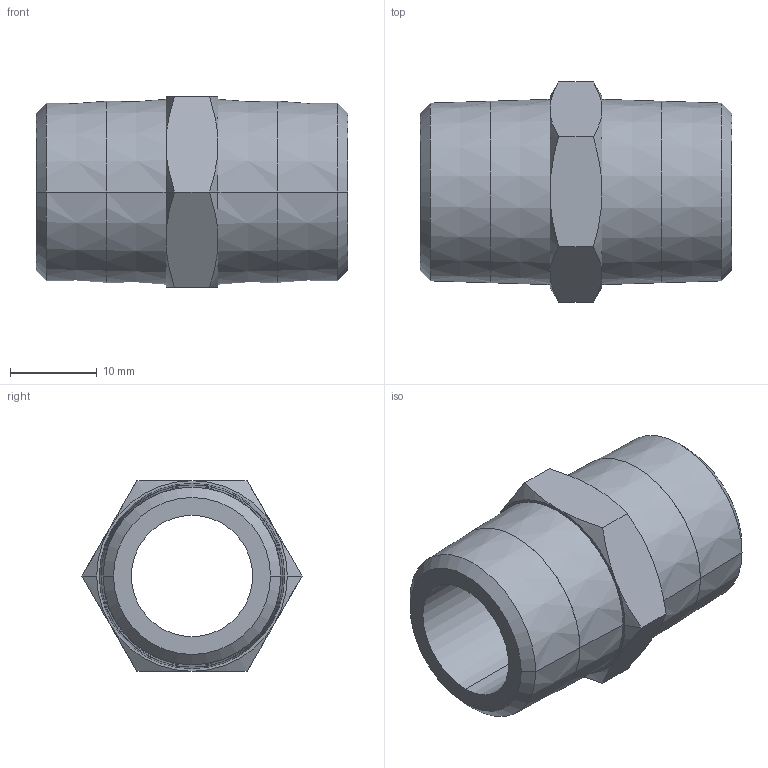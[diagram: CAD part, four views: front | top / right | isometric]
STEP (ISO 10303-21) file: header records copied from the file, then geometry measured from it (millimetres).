
FILE_DESCRIPTION(('STEP AP214'),'1');
FILE_NAME('0121_21_21.stp','2016-07-07T14:22:15',('TraceParts'),('TraceParts S.A.'),'Spatial InterOp 3D',' ',' ');
FILE_SCHEMA(('automotive_design'));
Length unit declared in the file: millimetre
Products named in the file (1): 1
Bounding box: 36 x 25.4 x 22 mm (x, y, z)
Volume: 7168.8 mm3; surface area: 4642.1 mm2
Topology: 1 solids, 1 shells, 44 faces, 92 edges, 56 vertices
Faces by surface type: cone 28, plane 14, cylinder 2
Entity records: 1215 total; most frequent: CARTESIAN_POINT 289, DIRECTION 202, ORIENTED_EDGE 184, EDGE_CURVE 92, AXIS2_PLACEMENT_3D 89, VERTEX_POINT 56, EDGE_LOOP 52, ADVANCED_FACE 44
